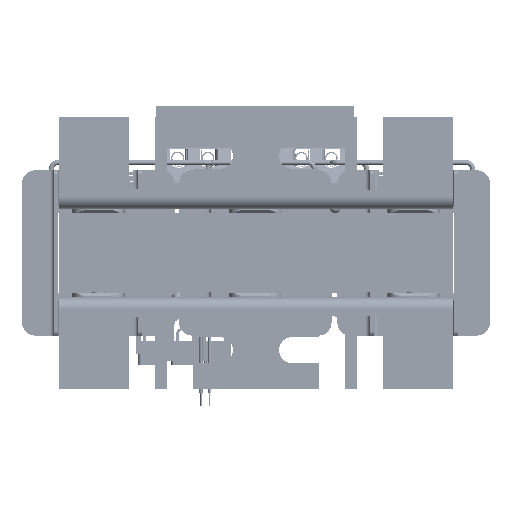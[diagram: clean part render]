
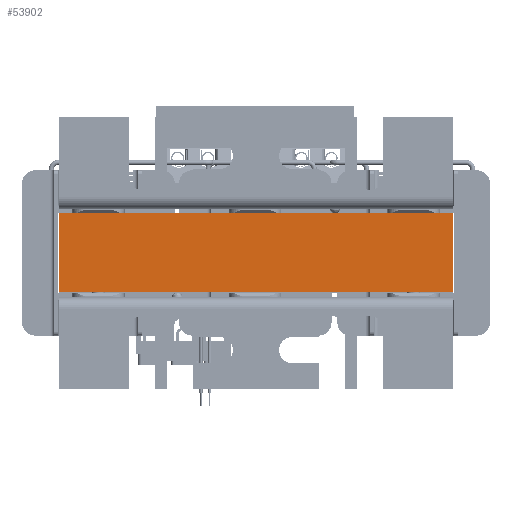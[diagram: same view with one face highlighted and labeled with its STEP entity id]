
A CAD part, front view. The second image highlights one B-rep face of the part: STEP entity #53902.
In plain terms, the highlighted planar face has unit normal (0, -1, 0).
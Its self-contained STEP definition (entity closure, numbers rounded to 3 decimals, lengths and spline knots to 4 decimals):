
#2183=PLANE('',#58150);
#4094=FACE_OUTER_BOUND('',#7290,.T.);
#7290=EDGE_LOOP('',(#39259,#39260,#39261,#39262));
#11125=LINE('',#81513,#16507);
#11127=LINE('',#81518,#16509);
#11129=LINE('',#81522,#16511);
#11130=LINE('',#81523,#16512);
#16507=VECTOR('',#65514,0.3937);
#16509=VECTOR('',#65518,0.3937);
#16511=VECTOR('',#65522,0.3937);
#16512=VECTOR('',#65523,0.3937);
#23982=VERTEX_POINT('',#81507);
#23984=VERTEX_POINT('',#81511);
#23986=VERTEX_POINT('',#81516);
#23987=VERTEX_POINT('',#81521);
#29754=EDGE_CURVE('',#23982,#23984,#11125,.T.);
#29756=EDGE_CURVE('',#23986,#23984,#11127,.T.);
#29758=EDGE_CURVE('',#23986,#23987,#11129,.T.);
#29759=EDGE_CURVE('',#23987,#23982,#11130,.T.);
#39259=ORIENTED_EDGE('',*,*,#29758,.T.);
#39260=ORIENTED_EDGE('',*,*,#29759,.T.);
#39261=ORIENTED_EDGE('',*,*,#29754,.T.);
#39262=ORIENTED_EDGE('',*,*,#29756,.F.);
#53902=ADVANCED_FACE('',(#4094),#2183,.T.);
#58150=AXIS2_PLACEMENT_3D('',#81520,#65520,#65521);
#65514=DIRECTION('',(1.,0.,0.));
#65518=DIRECTION('',(0.,0.,-1.));
#65520=DIRECTION('center_axis',(0.,-1.,0.));
#65521=DIRECTION('ref_axis',(0.,0.,-1.));
#65522=DIRECTION('',(-1.,0.,0.));
#65523=DIRECTION('',(0.,0.,-1.));
#81507=CARTESIAN_POINT('',(-1.125,-1.1875,-0.75));
#81511=CARTESIAN_POINT('',(6.375,-1.1875,-0.75));
#81513=CARTESIAN_POINT('',(6.375,-1.1875,-0.75));
#81516=CARTESIAN_POINT('',(6.375,-1.1875,0.75));
#81518=CARTESIAN_POINT('',(6.375,-1.1875,0.));
#81520=CARTESIAN_POINT('Origin',(6.375,-1.1875,0.));
#81521=CARTESIAN_POINT('',(-1.125,-1.1875,0.75));
#81522=CARTESIAN_POINT('',(6.375,-1.1875,0.75));
#81523=CARTESIAN_POINT('',(-1.125,-1.1875,0.));
